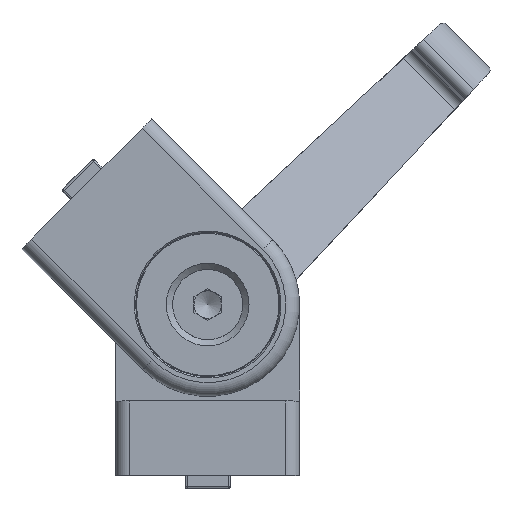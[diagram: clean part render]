
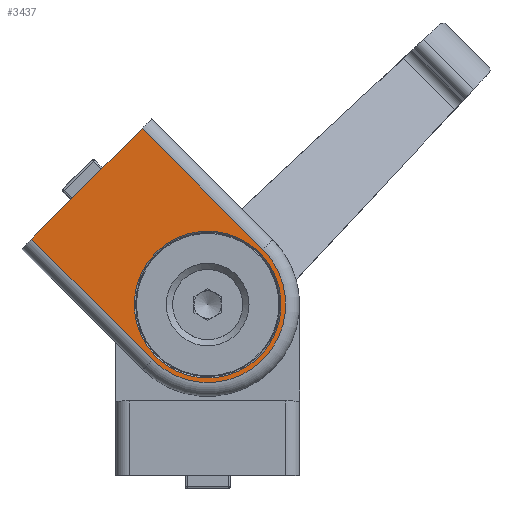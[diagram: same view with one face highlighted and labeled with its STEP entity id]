
A CAD part, top view. The second image highlights one B-rep face of the part: STEP entity #3437.
In plain terms, the highlighted planar face has unit normal (0, 0, 1).
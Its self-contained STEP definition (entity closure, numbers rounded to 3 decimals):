
#2427 = VERTEX_POINT('',#2428);
#2428 = CARTESIAN_POINT('',(8.5,-18.6,10.));
#2435 = EDGE_CURVE('',#2427,#2436,#2438,.T.);
#2436 = VERTEX_POINT('',#2437);
#2437 = CARTESIAN_POINT('',(-8.5,-18.6,10.));
#2438 = LINE('',#2439,#2440);
#2439 = CARTESIAN_POINT('',(10.,-18.6,10.));
#2440 = VECTOR('',#2441,1.);
#2441 = DIRECTION('',(-1.,0.,0.));
#3437 = ADVANCED_FACE('',(#3438,#3449),#3475,.F.);
#3438 = FACE_BOUND('',#3439,.T.);
#3439 = EDGE_LOOP('',(#3440));
#3440 = ORIENTED_EDGE('',*,*,#3441,.F.);
#3441 = EDGE_CURVE('',#3442,#3442,#3444,.T.);
#3442 = VERTEX_POINT('',#3443);
#3443 = CARTESIAN_POINT('',(8.,0.,10.));
#3444 = CIRCLE('',#3445,8.);
#3445 = AXIS2_PLACEMENT_3D('',#3446,#3447,#3448);
#3446 = CARTESIAN_POINT('',(0.,0.,10.));
#3447 = DIRECTION('',(0.,0.,1.));
#3448 = DIRECTION('',(1.,0.,-0.));
#3449 = FACE_BOUND('',#3450,.T.);
#3450 = EDGE_LOOP('',(#3451,#3452,#3460,#3469));
#3451 = ORIENTED_EDGE('',*,*,#2435,.F.);
#3452 = ORIENTED_EDGE('',*,*,#3453,.F.);
#3453 = EDGE_CURVE('',#3454,#2427,#3456,.T.);
#3454 = VERTEX_POINT('',#3455);
#3455 = CARTESIAN_POINT('',(8.5,0.,10.));
#3456 = LINE('',#3457,#3458);
#3457 = CARTESIAN_POINT('',(8.5,0.,10.));
#3458 = VECTOR('',#3459,1.);
#3459 = DIRECTION('',(0.,-1.,0.));
#3460 = ORIENTED_EDGE('',*,*,#3461,.F.);
#3461 = EDGE_CURVE('',#3462,#3454,#3464,.T.);
#3462 = VERTEX_POINT('',#3463);
#3463 = CARTESIAN_POINT('',(-8.5,0.,10.));
#3464 = CIRCLE('',#3465,8.5);
#3465 = AXIS2_PLACEMENT_3D('',#3466,#3467,#3468);
#3466 = CARTESIAN_POINT('',(0.,0.,10.)
  );
#3467 = DIRECTION('',(0.,0.,-1.));
#3468 = DIRECTION('',(-1.,0.,0.));
#3469 = ORIENTED_EDGE('',*,*,#3470,.F.);
#3470 = EDGE_CURVE('',#2436,#3462,#3471,.T.);
#3471 = LINE('',#3472,#3473);
#3472 = CARTESIAN_POINT('',(-8.5,0.,10.));
#3473 = VECTOR('',#3474,1.);
#3474 = DIRECTION('',(0.,1.,0.));
#3475 = PLANE('',#3476);
#3476 = AXIS2_PLACEMENT_3D('',#3477,#3478,#3479);
#3477 = CARTESIAN_POINT('',(0.,0.,10.)
  );
#3478 = DIRECTION('',(0.,0.,-1.));
#3479 = DIRECTION('',(-1.,0.,0.));
